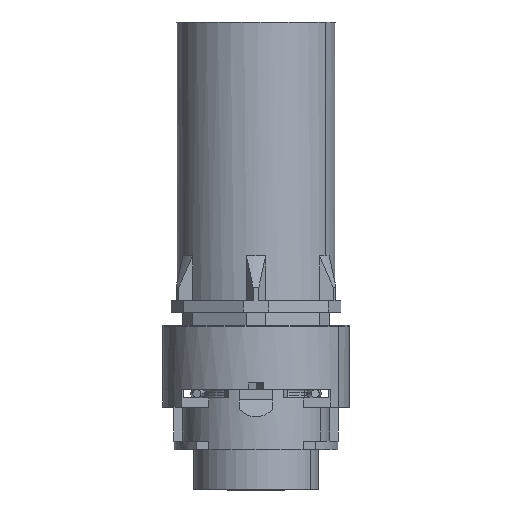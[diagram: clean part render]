
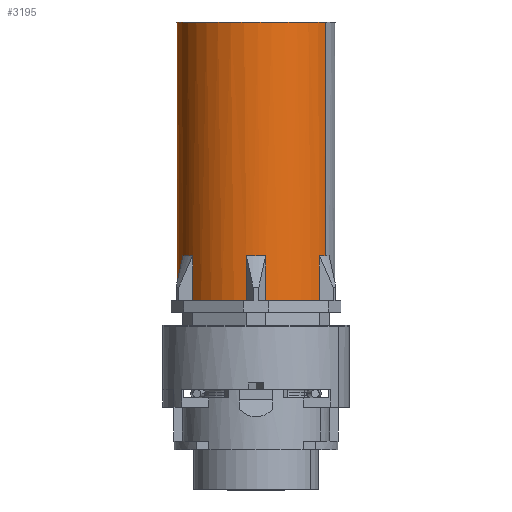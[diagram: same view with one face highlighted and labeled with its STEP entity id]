
A CAD part, left-side view. The second image highlights one B-rep face of the part: STEP entity #3195.
In plain terms, the highlighted cylindrical face has radius 14 mm (diameter 28 mm), a partial arc.
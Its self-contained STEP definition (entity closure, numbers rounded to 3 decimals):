
#2788=AXIS2_PLACEMENT_3D('Circle Axis2P3D',#2786,#2787,$) ;
#2905=AXIS2_PLACEMENT_3D('Circle Axis2P3D',#2903,#2904,$) ;
#2947=AXIS2_PLACEMENT_3D('Circle Axis2P3D',#2945,#2946,$) ;
#3003=AXIS2_PLACEMENT_3D('Circle Axis2P3D',#3001,#3002,$) ;
#3018=AXIS2_PLACEMENT_3D('Cylinder Axis2P3D',#3015,#3016,#3017) ;
#3117=AXIS2_PLACEMENT_3D('Circle Axis2P3D',#3115,#3116,$) ;
#3136=AXIS2_PLACEMENT_3D('Circle Axis2P3D',#3134,#3135,$) ;
#3155=AXIS2_PLACEMENT_3D('Circle Axis2P3D',#3153,#3154,$) ;
#3174=AXIS2_PLACEMENT_3D('Circle Axis2P3D',#3172,#3173,$) ;
#2781=CARTESIAN_POINT('Vertex',(11.039,29.391,33.4)) ;
#2786=CARTESIAN_POINT('Axis2P3D Location',(16.5,16.5,33.4)) ;
#2790=CARTESIAN_POINT('Vertex',(21.961,29.391,33.4)) ;
#2903=CARTESIAN_POINT('Axis2P3D Location',(16.5,16.5,33.4)) ;
#2907=CARTESIAN_POINT('Vertex',(8.067,5.325,33.4)) ;
#2909=CARTESIAN_POINT('Vertex',(2.606,14.784,33.4)) ;
#2945=CARTESIAN_POINT('Axis2P3D Location',(16.5,16.5,33.4)) ;
#2949=CARTESIAN_POINT('Vertex',(2.606,18.216,33.4)) ;
#2951=CARTESIAN_POINT('Vertex',(8.067,27.675,33.4)) ;
#2996=CARTESIAN_POINT('Vertex',(23.212,28.786,82.6)) ;
#2998=CARTESIAN_POINT('Vertex',(9.788,4.214,82.6)) ;
#3001=CARTESIAN_POINT('Axis2P3D Location',(16.5,16.5,82.6)) ;
#3015=CARTESIAN_POINT('Axis2P3D Location',(16.5,16.5,51.35)) ;
#3026=CARTESIAN_POINT('Vertex',(9.788,4.214,41.339)) ;
#3083=CARTESIAN_POINT('Vertex',(23.212,28.786,41.339)) ;
#3086=CARTESIAN_POINT('Line Origine',(23.212,28.786,57.)) ;
#3091=CARTESIAN_POINT('Line Origine',(9.788,4.214,57.)) ;
#3115=CARTESIAN_POINT('Axis2P3D Location',(16.5,16.5,41.339)) ;
#3119=CARTESIAN_POINT('Vertex',(21.961,29.391,41.339)) ;
#3122=CARTESIAN_POINT('Line Origine',(21.961,29.391,57.)) ;
#3127=CARTESIAN_POINT('Line Origine',(11.039,29.391,57.)) ;
#3131=CARTESIAN_POINT('Vertex',(11.039,29.391,41.339)) ;
#3134=CARTESIAN_POINT('Axis2P3D Location',(16.5,16.5,41.339)) ;
#3138=CARTESIAN_POINT('Vertex',(8.067,27.675,41.339)) ;
#3141=CARTESIAN_POINT('Line Origine',(8.067,27.675,57.)) ;
#3146=CARTESIAN_POINT('Line Origine',(2.606,18.216,57.)) ;
#3150=CARTESIAN_POINT('Vertex',(2.606,18.216,41.339)) ;
#3153=CARTESIAN_POINT('Axis2P3D Location',(16.5,16.5,41.339)) ;
#3157=CARTESIAN_POINT('Vertex',(2.606,14.784,41.339)) ;
#3160=CARTESIAN_POINT('Line Origine',(2.606,14.784,57.)) ;
#3165=CARTESIAN_POINT('Line Origine',(8.067,5.325,57.)) ;
#3169=CARTESIAN_POINT('Vertex',(8.067,5.325,41.339)) ;
#3172=CARTESIAN_POINT('Axis2P3D Location',(16.5,16.5,41.339)) ;
#2787=DIRECTION('Axis2P3D Direction',(0.,0.,-1.)) ;
#2904=DIRECTION('Axis2P3D Direction',(0.,0.,-1.)) ;
#2946=DIRECTION('Axis2P3D Direction',(0.,0.,-1.)) ;
#3002=DIRECTION('Axis2P3D Direction',(0.,0.,-1.)) ;
#3016=DIRECTION('Axis2P3D Direction',(0.,0.,-1.)) ;
#3017=DIRECTION('Axis2P3D XDirection',(0.479,0.878,0.)) ;
#3087=DIRECTION('Vector Direction',(0.,0.,-1.)) ;
#3092=DIRECTION('Vector Direction',(0.,0.,-1.)) ;
#3116=DIRECTION('Axis2P3D Direction',(0.,0.,-1.)) ;
#3123=DIRECTION('Vector Direction',(0.,0.,-1.)) ;
#3128=DIRECTION('Vector Direction',(0.,0.,-1.)) ;
#3135=DIRECTION('Axis2P3D Direction',(0.,0.,-1.)) ;
#3142=DIRECTION('Vector Direction',(0.,0.,-1.)) ;
#3147=DIRECTION('Vector Direction',(0.,0.,-1.)) ;
#3154=DIRECTION('Axis2P3D Direction',(0.,0.,-1.)) ;
#3161=DIRECTION('Vector Direction',(0.,0.,-1.)) ;
#3166=DIRECTION('Vector Direction',(0.,0.,-1.)) ;
#3173=DIRECTION('Axis2P3D Direction',(0.,0.,-1.)) ;
#3088=VECTOR('Line Direction',#3087,1.) ;
#3093=VECTOR('Line Direction',#3092,1.) ;
#3124=VECTOR('Line Direction',#3123,1.) ;
#3129=VECTOR('Line Direction',#3128,1.) ;
#3143=VECTOR('Line Direction',#3142,1.) ;
#3148=VECTOR('Line Direction',#3147,1.) ;
#3162=VECTOR('Line Direction',#3161,1.) ;
#3167=VECTOR('Line Direction',#3166,1.) ;
#3178=ORIENTED_EDGE('',*,*,#3121,.F.) ;
#3179=ORIENTED_EDGE('',*,*,#3126,.F.) ;
#3180=ORIENTED_EDGE('',*,*,#2792,.F.) ;
#3181=ORIENTED_EDGE('',*,*,#3133,.T.) ;
#3182=ORIENTED_EDGE('',*,*,#3140,.F.) ;
#3183=ORIENTED_EDGE('',*,*,#3145,.F.) ;
#3184=ORIENTED_EDGE('',*,*,#2953,.F.) ;
#3185=ORIENTED_EDGE('',*,*,#3152,.T.) ;
#3186=ORIENTED_EDGE('',*,*,#3159,.F.) ;
#3187=ORIENTED_EDGE('',*,*,#3164,.F.) ;
#3188=ORIENTED_EDGE('',*,*,#2911,.F.) ;
#3189=ORIENTED_EDGE('',*,*,#3171,.T.) ;
#3190=ORIENTED_EDGE('',*,*,#3176,.T.) ;
#3191=ORIENTED_EDGE('',*,*,#3095,.T.) ;
#3192=ORIENTED_EDGE('',*,*,#3005,.T.) ;
#3193=ORIENTED_EDGE('',*,*,#3090,.F.) ;
#3195=ADVANCED_FACE('Hauptk\X2\00F6\X0\rper',(#3194),#3019,.T.) ;
#2789=CIRCLE('generated circle',#2788,14.) ;
#2906=CIRCLE('generated circle',#2905,14.) ;
#2948=CIRCLE('generated circle',#2947,14.) ;
#3004=CIRCLE('generated circle',#3003,14.) ;
#3118=CIRCLE('generated circle',#3117,14.) ;
#3137=CIRCLE('generated circle',#3136,14.) ;
#3156=CIRCLE('generated circle',#3155,14.) ;
#3175=CIRCLE('generated circle',#3174,14.) ;
#3019=CYLINDRICAL_SURFACE('generated cylinder',#3018,14.) ;
#2792=EDGE_CURVE('',#2782,#2791,#2789,.T.) ;
#2911=EDGE_CURVE('',#2908,#2910,#2906,.T.) ;
#2953=EDGE_CURVE('',#2950,#2952,#2948,.T.) ;
#3005=EDGE_CURVE('',#2999,#2997,#3004,.T.) ;
#3090=EDGE_CURVE('',#3084,#2997,#3089,.F.) ;
#3095=EDGE_CURVE('',#3027,#2999,#3094,.F.) ;
#3121=EDGE_CURVE('',#3120,#3084,#3118,.T.) ;
#3126=EDGE_CURVE('',#2791,#3120,#3125,.F.) ;
#3133=EDGE_CURVE('',#2782,#3132,#3130,.F.) ;
#3140=EDGE_CURVE('',#3139,#3132,#3137,.T.) ;
#3145=EDGE_CURVE('',#2952,#3139,#3144,.F.) ;
#3152=EDGE_CURVE('',#2950,#3151,#3149,.F.) ;
#3159=EDGE_CURVE('',#3158,#3151,#3156,.T.) ;
#3164=EDGE_CURVE('',#2910,#3158,#3163,.F.) ;
#3171=EDGE_CURVE('',#2908,#3170,#3168,.F.) ;
#3176=EDGE_CURVE('',#3170,#3027,#3175,.F.) ;
#3177=EDGE_LOOP('',(#3178,#3179,#3180,#3181,#3182,#3183,#3184,#3185,#3186,#3187,#3188,#3189,#3190,#3191,#3192,#3193)) ;
#3194=FACE_OUTER_BOUND('',#3177,.T.) ;
#3089=LINE('Line',#3086,#3088) ;
#3094=LINE('Line',#3091,#3093) ;
#3125=LINE('Line',#3122,#3124) ;
#3130=LINE('Line',#3127,#3129) ;
#3144=LINE('Line',#3141,#3143) ;
#3149=LINE('Line',#3146,#3148) ;
#3163=LINE('Line',#3160,#3162) ;
#3168=LINE('Line',#3165,#3167) ;
#2782=VERTEX_POINT('',#2781) ;
#2791=VERTEX_POINT('',#2790) ;
#2908=VERTEX_POINT('',#2907) ;
#2910=VERTEX_POINT('',#2909) ;
#2950=VERTEX_POINT('',#2949) ;
#2952=VERTEX_POINT('',#2951) ;
#2997=VERTEX_POINT('',#2996) ;
#2999=VERTEX_POINT('',#2998) ;
#3027=VERTEX_POINT('',#3026) ;
#3084=VERTEX_POINT('',#3083) ;
#3120=VERTEX_POINT('',#3119) ;
#3132=VERTEX_POINT('',#3131) ;
#3139=VERTEX_POINT('',#3138) ;
#3151=VERTEX_POINT('',#3150) ;
#3158=VERTEX_POINT('',#3157) ;
#3170=VERTEX_POINT('',#3169) ;
